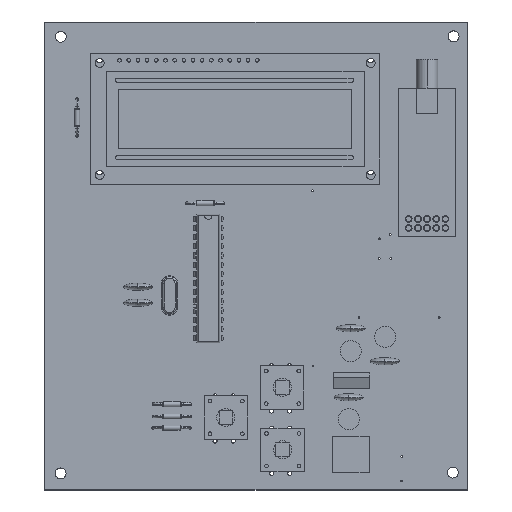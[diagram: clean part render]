
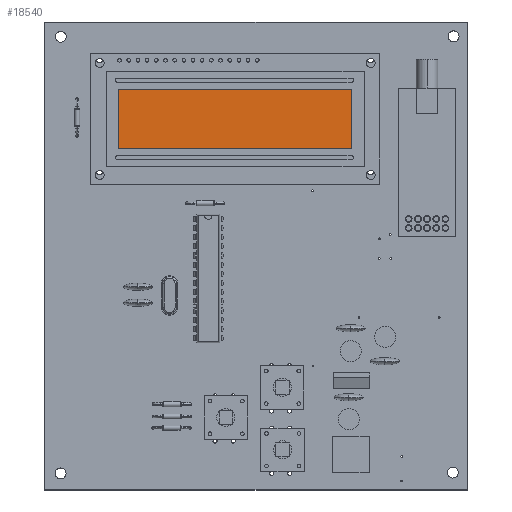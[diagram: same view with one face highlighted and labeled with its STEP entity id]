
A CAD part, top view. The second image highlights one B-rep face of the part: STEP entity #18540.
In plain terms, the highlighted face is planar.
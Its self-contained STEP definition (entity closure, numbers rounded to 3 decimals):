
#18450 = VERTEX_POINT('',#18451);
#18451 = CARTESIAN_POINT('',(-32.25,9.7,8.2));
#18457 = EDGE_CURVE('',#18458,#18450,#18460,.T.);
#18458 = VERTEX_POINT('',#18459);
#18459 = CARTESIAN_POINT('',(-32.25,9.7,-8.2));
#18460 = LINE('',#18461,#18462);
#18461 = CARTESIAN_POINT('',(-32.25,9.7,8.2));
#18462 = VECTOR('',#18463,1.);
#18463 = DIRECTION('',(0.,0.,1.));
#18481 = EDGE_CURVE('',#18482,#18458,#18484,.T.);
#18482 = VERTEX_POINT('',#18483);
#18483 = CARTESIAN_POINT('',(32.25,9.7,-8.2));
#18484 = LINE('',#18485,#18486);
#18485 = CARTESIAN_POINT('',(32.25,9.7,-8.2));
#18486 = VECTOR('',#18487,1.);
#18487 = DIRECTION('',(-1.,0.,0.));
#18505 = EDGE_CURVE('',#18506,#18482,#18508,.T.);
#18506 = VERTEX_POINT('',#18507);
#18507 = CARTESIAN_POINT('',(32.25,9.7,8.2));
#18508 = LINE('',#18509,#18510);
#18509 = CARTESIAN_POINT('',(32.25,9.7,8.2));
#18510 = VECTOR('',#18511,1.);
#18511 = DIRECTION('',(0.,0.,-1.));
#18529 = EDGE_CURVE('',#18450,#18506,#18530,.T.);
#18530 = LINE('',#18531,#18532);
#18531 = CARTESIAN_POINT('',(32.25,9.7,8.2));
#18532 = VECTOR('',#18533,1.);
#18533 = DIRECTION('',(1.,0.,0.));
#18540 = ADVANCED_FACE('',(#18541),#18547,.T.);
#18541 = FACE_BOUND('',#18542,.T.);
#18542 = EDGE_LOOP('',(#18543,#18544,#18545,#18546));
#18543 = ORIENTED_EDGE('',*,*,#18457,.T.);
#18544 = ORIENTED_EDGE('',*,*,#18529,.T.);
#18545 = ORIENTED_EDGE('',*,*,#18505,.T.);
#18546 = ORIENTED_EDGE('',*,*,#18481,.T.);
#18547 = PLANE('',#18548);
#18548 = AXIS2_PLACEMENT_3D('',#18549,#18550,#18551);
#18549 = CARTESIAN_POINT('',(0.,9.7,0.));
#18550 = DIRECTION('',(0.,1.,0.));
#18551 = DIRECTION('',(0.,0.,1.));
